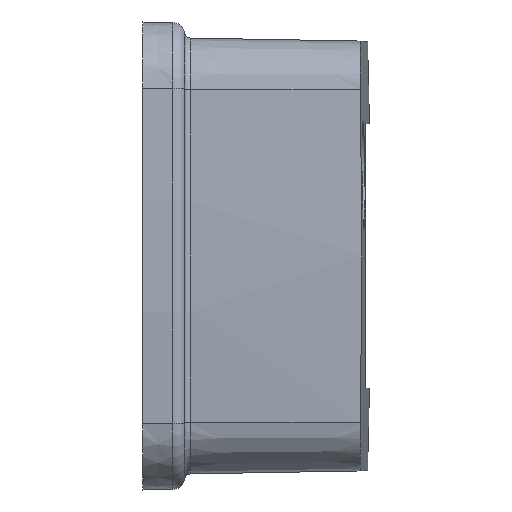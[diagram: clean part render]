
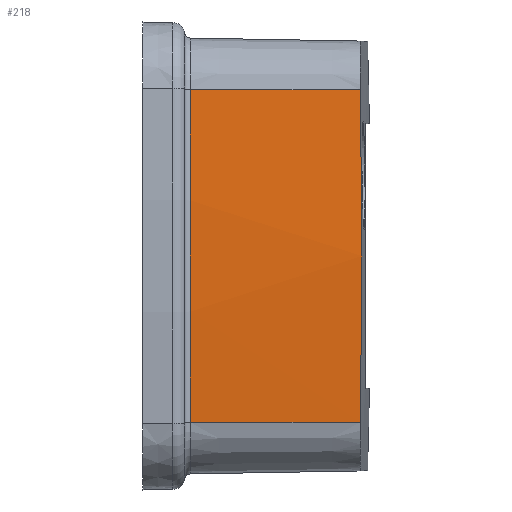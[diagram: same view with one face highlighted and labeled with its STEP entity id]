
A CAD part, front view. The second image highlights one B-rep face of the part: STEP entity #218.
In plain terms, the highlighted conical face has half-angle 1 degrees and reference radius 178.668 mm.
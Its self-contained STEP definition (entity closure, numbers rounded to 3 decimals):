
#62=FACE_OUTER_BOUND('',#376,.T.);
#128=CONICAL_SURFACE('',#1324,178.668,1.);
#145=B_SPLINE_CURVE_WITH_KNOTS('',3,(#1912,#1913,#1914,#1915),
 .UNSPECIFIED.,.F.,.F.,(4,4),(0.,1.),.UNSPECIFIED.);
#167=CIRCLE('',#1323,178.66);
#218=ADVANCED_FACE('',(#62),#128,.T.);
#376=EDGE_LOOP('',(#520,#521,#522,#523));
#520=ORIENTED_EDGE('',*,*,#982,.T.);
#521=ORIENTED_EDGE('',*,*,#983,.T.);
#522=ORIENTED_EDGE('',*,*,#984,.F.);
#523=ORIENTED_EDGE('',*,*,#964,.F.);
#852=VERTEX_POINT('',#1911);
#853=VERTEX_POINT('',#1916);
#870=VERTEX_POINT('',#2126);
#871=VERTEX_POINT('',#2128);
#964=EDGE_CURVE('',#852,#853,#145,.T.);
#982=EDGE_CURVE('',#852,#870,#1134,.T.);
#983=EDGE_CURVE('',#870,#871,#167,.T.);
#984=EDGE_CURVE('',#853,#871,#1135,.T.);
#1134=LINE('',#2125,#1242);
#1135=LINE('',#2129,#1243);
#1242=VECTOR('',#1502,1.);
#1243=VECTOR('',#1505,1.);
#1323=AXIS2_PLACEMENT_3D('',#2127,#1503,#1504);
#1324=AXIS2_PLACEMENT_3D('',#2130,#1506,#1507);
#1502=DIRECTION('',(-1.,-0.017,0.001));
#1503=DIRECTION('',(1.,0.,0.));
#1504=DIRECTION('',(0.,0.,1.));
#1505=DIRECTION('',(-1.,-0.017,-0.001));
#1506=DIRECTION('',(-1.,0.,0.));
#1507=DIRECTION('',(0.,1.,0.));
#1911=CARTESIAN_POINT('',(18.149,-46.934,13.842));
#1912=CARTESIAN_POINT('',(18.149,-46.934,13.842));
#1913=CARTESIAN_POINT('',(18.326,-47.648,4.629));
#1914=CARTESIAN_POINT('',(18.326,-47.648,-4.629));
#1915=CARTESIAN_POINT('',(18.149,-46.934,-13.842));
#1916=CARTESIAN_POINT('',(18.149,-46.934,-13.842));
#2125=CARTESIAN_POINT('',(3.5,-47.189,13.862));
#2126=CARTESIAN_POINT('',(3.991,-47.181,13.862));
#2127=CARTESIAN_POINT('',(3.991,130.941,0.));
#2128=CARTESIAN_POINT('',(3.991,-47.181,-13.862));
#2129=CARTESIAN_POINT('',(3.5,-47.189,-13.862));
#2130=CARTESIAN_POINT('',(3.5,130.941,0.));
